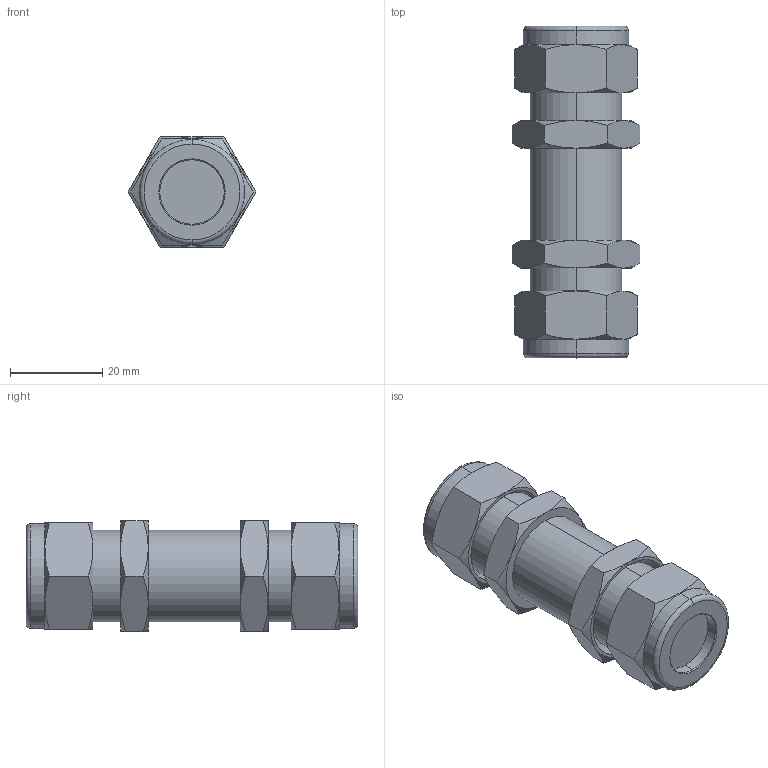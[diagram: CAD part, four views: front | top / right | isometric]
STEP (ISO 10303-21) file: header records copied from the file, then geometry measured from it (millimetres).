
FILE_DESCRIPTION (( 'STEP AP214' ), '1' );
FILE_NAME ('1046500006.step', '2013-02-25T17:15:40', ( '' ), ( '' ), 'SwSTEP 2.0', 'SolidWorks 2012', '' );
FILE_SCHEMA (( 'AUTOMOTIVE_DESIGN' ));
Length unit declared in the file: millimetre
Products named in the file (1): 1046500006
Bounding box: 27.71 x 72 x 24 mm (x, y, z)
Volume: 27424.1 mm3; surface area: 7902.2 mm2
Topology: 2 solids, 2 shells, 104 faces, 226 edges, 132 vertices
Faces by surface type: cone 52, plane 34, cylinder 14, torus 4
Entity records: 4369 total; most frequent: CARTESIAN_POINT 1031, ORIENTED_EDGE 452, DIRECTION 432, EDGE_CURVE 226, AXIS2_PLACEMENT_3D 189, VERTEX_POINT 132, EDGE_LOOP 112, UNCERTAINTY_MEASURE_WITH_UNIT 108
